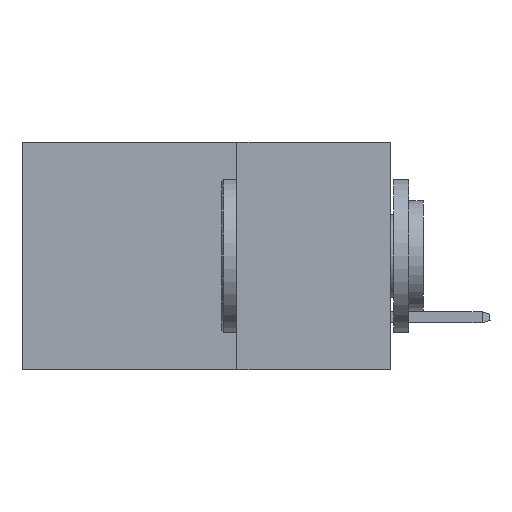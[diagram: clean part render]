
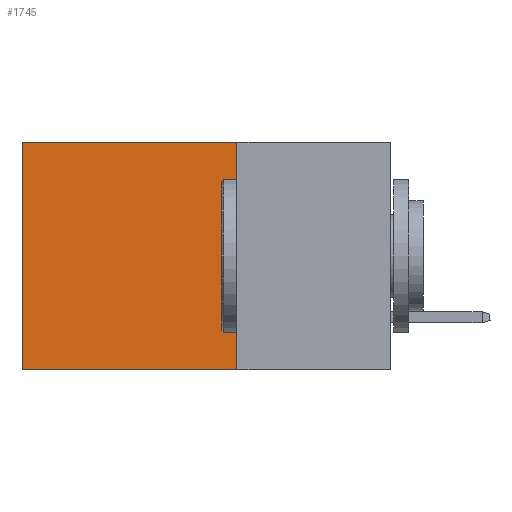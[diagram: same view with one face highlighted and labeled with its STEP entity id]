
A CAD part, left-side view. The second image highlights one B-rep face of the part: STEP entity #1745.
In plain terms, the highlighted planar face has unit normal (-1, 0, 0).
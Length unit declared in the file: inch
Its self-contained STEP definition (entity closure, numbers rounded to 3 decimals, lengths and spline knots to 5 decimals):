
#170 = CARTESIAN_POINT ( 'NONE',  ( 0.2875, 0.25, 0. ) ) ;
#982 = CARTESIAN_POINT ( 'NONE',  ( 0.2875, 0.25, -0.37 ) ) ;
#1002 = LINE ( 'NONE', #6573, #19328 ) ;
#1745 = ADVANCED_FACE ( 'NONE', ( #26340 ), #40748, .F. ) ;
#1890 = ORIENTED_EDGE ( 'NONE', *, *, #19894, .T. ) ;
#3317 = DIRECTION ( 'NONE',  ( 0., 0., -1. ) ) ;
#3624 = LINE ( 'NONE', #31992, #21011 ) ;
#3807 = CARTESIAN_POINT ( 'NONE',  ( 0.2875, 0.25, -0.37 ) ) ;
#4599 = DIRECTION ( 'NONE',  ( 0., 1., 0. ) ) ;
#5363 = VECTOR ( 'NONE', #26022, 39.37008 ) ;
#5814 = LINE ( 'NONE', #3807, #5363 ) ;
#6231 = ORIENTED_EDGE ( 'NONE', *, *, #25148, .T. ) ;
#6573 = CARTESIAN_POINT ( 'NONE',  ( 0.2875, 0.6, 0. ) ) ;
#9061 = EDGE_LOOP ( 'NONE', ( #1890, #30243, #27865, #6231 ) ) ;
#12788 = DIRECTION ( 'NONE',  ( 0., 0., -1. ) ) ;
#13278 = AXIS2_PLACEMENT_3D ( 'NONE', #170, #18757, #3317 ) ;
#17042 = DIRECTION ( 'NONE',  ( 0., 0., -1. ) ) ;
#18757 = DIRECTION ( 'NONE',  ( 1., 0., 0. ) ) ;
#18879 = LINE ( 'NONE', #33316, #31745 ) ;
#19328 = VECTOR ( 'NONE', #12788, 39.37008 ) ;
#19894 = EDGE_CURVE ( 'NONE', #25913, #26262, #1002, .T. ) ;
#21011 = VECTOR ( 'NONE', #17042, 39.37008 ) ;
#22361 = CARTESIAN_POINT ( 'NONE',  ( 0.2875, 0.6, -0.37 ) ) ;
#23393 = VERTEX_POINT ( 'NONE', #25535 ) ;
#25010 = VERTEX_POINT ( 'NONE', #982 ) ;
#25148 = EDGE_CURVE ( 'NONE', #23393, #25913, #18879, .T. ) ;
#25535 = CARTESIAN_POINT ( 'NONE',  ( 0.2875, 0.25, 0. ) ) ;
#25913 = VERTEX_POINT ( 'NONE', #38973 ) ;
#26022 = DIRECTION ( 'NONE',  ( 0., 1., 0. ) ) ;
#26262 = VERTEX_POINT ( 'NONE', #22361 ) ;
#26340 = FACE_OUTER_BOUND ( 'NONE', #9061, .T. ) ;
#27865 = ORIENTED_EDGE ( 'NONE', *, *, #36392, .F. ) ;
#30243 = ORIENTED_EDGE ( 'NONE', *, *, #34500, .F. ) ;
#31745 = VECTOR ( 'NONE', #4599, 39.37008 ) ;
#31992 = CARTESIAN_POINT ( 'NONE',  ( 0.2875, 0.25, 0. ) ) ;
#33316 = CARTESIAN_POINT ( 'NONE',  ( 0.2875, 0.25, 0. ) ) ;
#34500 = EDGE_CURVE ( 'NONE', #25010, #26262, #5814, .T. ) ;
#36392 = EDGE_CURVE ( 'NONE', #23393, #25010, #3624, .T. ) ;
#38973 = CARTESIAN_POINT ( 'NONE',  ( 0.2875, 0.6, 0. ) ) ;
#40748 = PLANE ( 'NONE',  #13278 ) ;
